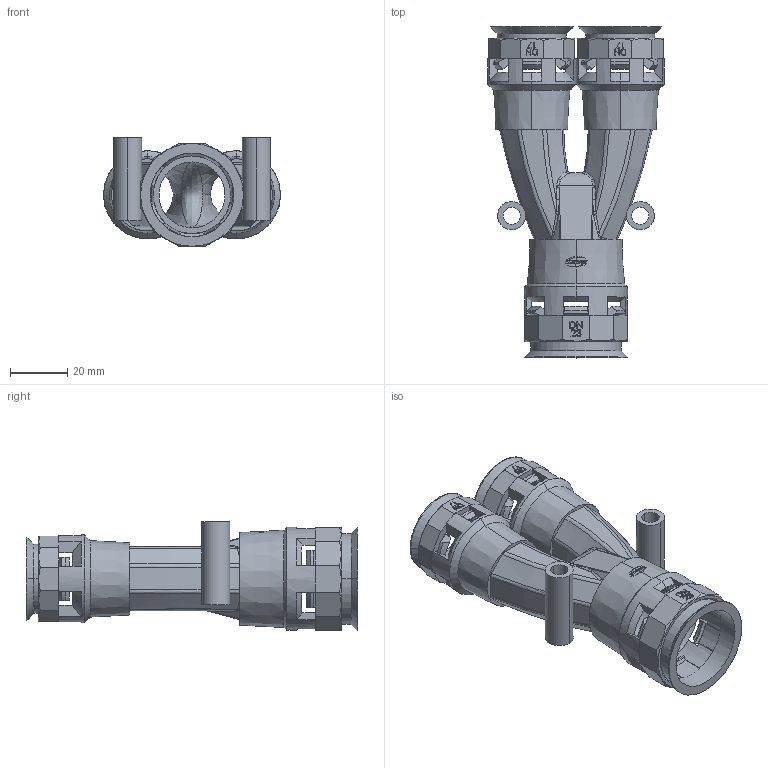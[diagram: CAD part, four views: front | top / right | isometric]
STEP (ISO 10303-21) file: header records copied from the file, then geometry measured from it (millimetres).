
FILE_DESCRIPTION (( 'STEP AP203' ), '1' );
FILE_NAME ('(YKD-231717-)_I3040_0027_02_0.STEP', '2012-06-20T05:52:47', ( 'Llorenç' ), ( '' ), 'SwSTEP 2.0', 'SolidWorks 2007', '' );
FILE_SCHEMA (( 'CONFIG_CONTROL_DESIGN' ));
Length unit declared in the file: millimetre
Products named in the file (1): (YKD-231717-)_I3040_0027_02_0
Bounding box: 61.74 x 115.95 x 38 mm (x, y, z)
Volume: 38071.3 mm3; surface area: 38638.5 mm2
Topology: 7 solids, 7 shells, 818 faces, 2250 edges, 1434 vertices
Faces by surface type: plane 320, bspline 213, cone 151, cylinder 134
Entity records: 33528 total; most frequent: CARTESIAN_POINT 14498, ORIENTED_EDGE 4500, DIRECTION 3169, EDGE_CURVE 2250, VERTEX_POINT 1434, AXIS2_PLACEMENT_3D 1114, VECTOR 941, LINE 941
